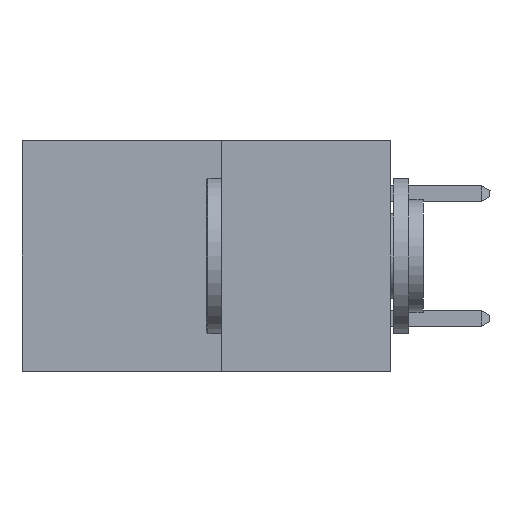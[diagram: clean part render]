
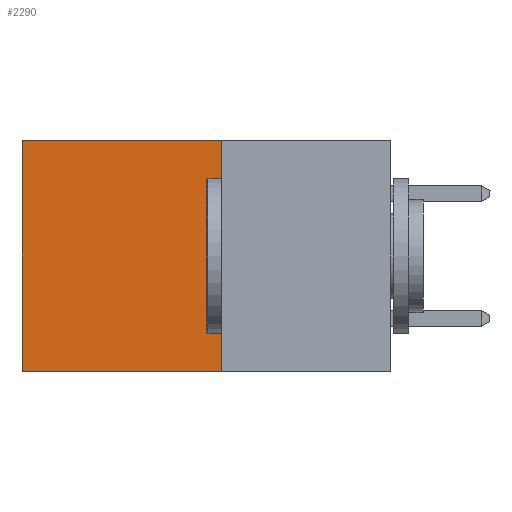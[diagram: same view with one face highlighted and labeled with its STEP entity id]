
A CAD part, left-side view. The second image highlights one B-rep face of the part: STEP entity #2290.
In plain terms, the highlighted planar face has unit normal (-1, 0, 0).
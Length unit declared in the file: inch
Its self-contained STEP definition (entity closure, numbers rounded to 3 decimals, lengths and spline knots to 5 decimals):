
#471 = LINE ( 'NONE', #1661, #12427 ) ;
#969 = EDGE_CURVE ( 'NONE', #14537, #4222, #13042, .T. ) ;
#1661 = CARTESIAN_POINT ( 'NONE',  ( 0.277, 0.59, -0.37 ) ) ;
#1749 = DIRECTION ( 'NONE',  ( 0., 0., -1. ) ) ;
#1766 = AXIS2_PLACEMENT_3D ( 'NONE', #12563, #6754, #2211 ) ;
#2182 = CARTESIAN_POINT ( 'NONE',  ( 0.277, 0.59, -0.37 ) ) ;
#2211 = DIRECTION ( 'NONE',  ( 0., 0., -1. ) ) ;
#2290 = ADVANCED_FACE ( 'NONE', ( #4605 ), #14824, .F. ) ;
#3294 = CARTESIAN_POINT ( 'NONE',  ( 0.277, 0.27, -0.37 ) ) ;
#3305 = CARTESIAN_POINT ( 'NONE',  ( 0.277, 0.27, -0.37 ) ) ;
#3373 = DIRECTION ( 'NONE',  ( 0., 0., -1. ) ) ;
#3385 = DIRECTION ( 'NONE',  ( 0., 1., 0. ) ) ;
#3747 = VECTOR ( 'NONE', #3373, 39.37008 ) ;
#4222 = VERTEX_POINT ( 'NONE', #5476 ) ;
#4605 = FACE_OUTER_BOUND ( 'NONE', #9490, .T. ) ;
#5172 = VERTEX_POINT ( 'NONE', #2182 ) ;
#5476 = CARTESIAN_POINT ( 'NONE',  ( 0.277, 0.59, 0. ) ) ;
#5649 = CARTESIAN_POINT ( 'NONE',  ( 0.277, 0.27, 0. ) ) ;
#6536 = VERTEX_POINT ( 'NONE', #7813 ) ;
#6719 = ORIENTED_EDGE ( 'NONE', *, *, #969, .T. ) ;
#6754 = DIRECTION ( 'NONE',  ( 1., 0., 0. ) ) ;
#7073 = LINE ( 'NONE', #3305, #3747 ) ;
#7153 = EDGE_CURVE ( 'NONE', #6536, #5172, #13382, .T. ) ;
#7388 = EDGE_CURVE ( 'NONE', #4222, #5172, #471, .T. ) ;
#7813 = CARTESIAN_POINT ( 'NONE',  ( 0.277, 0.27, -0.37 ) ) ;
#8654 = EDGE_CURVE ( 'NONE', #14537, #6536, #7073, .T. ) ;
#8825 = DIRECTION ( 'NONE',  ( 0., 1., 0. ) ) ;
#9490 = EDGE_LOOP ( 'NONE', ( #12411, #15507, #9525, #6719 ) ) ;
#9525 = ORIENTED_EDGE ( 'NONE', *, *, #8654, .F. ) ;
#9778 = VECTOR ( 'NONE', #8825, 39.37008 ) ;
#11833 = CARTESIAN_POINT ( 'NONE',  ( 0.277, 0.27, 0. ) ) ;
#12241 = VECTOR ( 'NONE', #3385, 39.37008 ) ;
#12411 = ORIENTED_EDGE ( 'NONE', *, *, #7388, .T. ) ;
#12427 = VECTOR ( 'NONE', #1749, 39.37008 ) ;
#12563 = CARTESIAN_POINT ( 'NONE',  ( 0.277, 0.27, -0.37 ) ) ;
#13042 = LINE ( 'NONE', #5649, #9778 ) ;
#13382 = LINE ( 'NONE', #3294, #12241 ) ;
#14537 = VERTEX_POINT ( 'NONE', #11833 ) ;
#14824 = PLANE ( 'NONE',  #1766 ) ;
#15507 = ORIENTED_EDGE ( 'NONE', *, *, #7153, .F. ) ;
